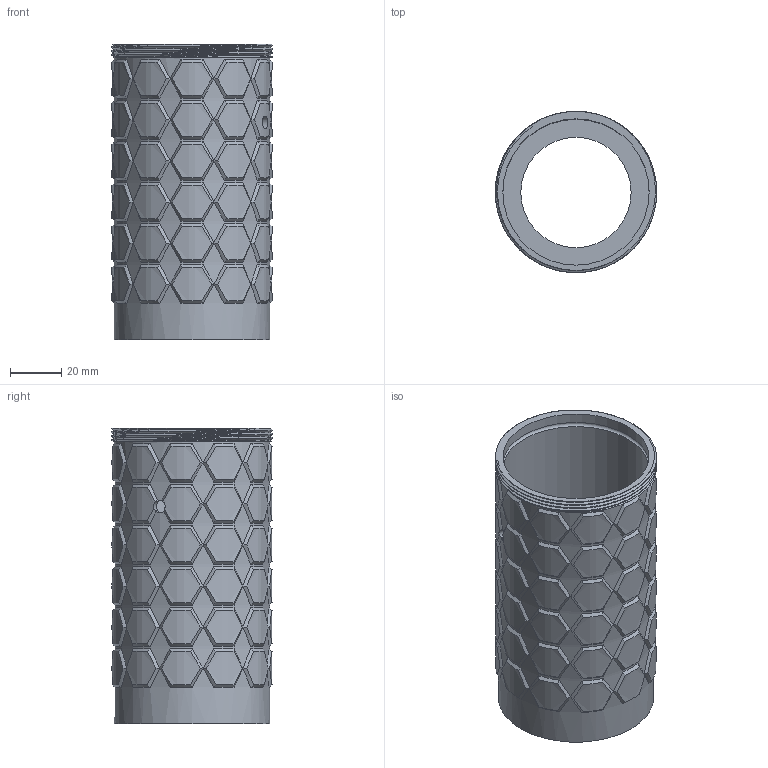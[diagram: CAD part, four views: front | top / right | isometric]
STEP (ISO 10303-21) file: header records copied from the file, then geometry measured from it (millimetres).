
FILE_DESCRIPTION(/* description */ (''),/* implementation_level */ '2;1');
FILE_NAME(/* name */ 'sensor package case v30.step',/* time_stamp */ '2022-03-12T16:39:11-05:00',/* author */ (''),/* organization */ (''),/* preprocessor_version */ 'ST-DEVELOPER v18.1',/* originating_system */ 'Autodesk Translation Framework v10.13.0.1454',/* authorisation */ '');
FILE_SCHEMA (('AUTOMOTIVE_DESIGN { 1 0 10303 214 3 1 1 }'));
Length unit declared in the file: millimetre
Products named in the file (1): (Unsaved)
Bounding box: 62.84 x 62.85 x 115 mm (x, y, z)
Volume: 54114.5 mm3; surface area: 48100.4 mm2
Topology: 1 solids, 1 shells, 492 faces, 1467 edges, 978 vertices
Faces by surface type: bspline 266, cone 132, cylinder 88, plane 4, torus 2
Full cylindrical faces by diameter (mm): 5 x2, 43 x2, 57 x2, 60.5 x7, 61.127 x2, 62.85 x3
Entity records: 23279 total; most frequent: CARTESIAN_POINT 12811, ORIENTED_EDGE 2934, EDGE_CURVE 1467, B_SPLINE_CURVE_WITH_KNOTS 1153, DIRECTION 1062, VERTEX_POINT 978, AXIS2_PLACEMENT_3D 521, EDGE_LOOP 499
